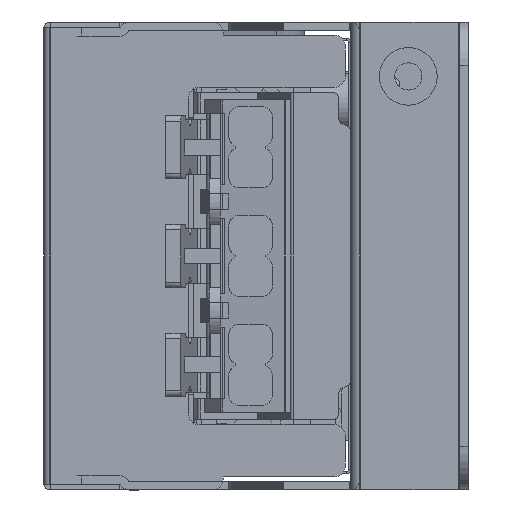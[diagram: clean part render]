
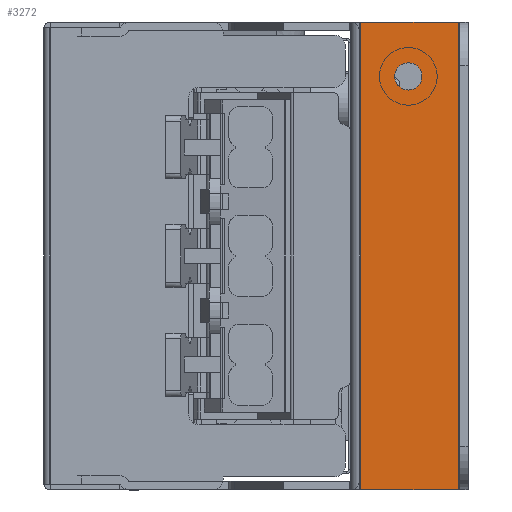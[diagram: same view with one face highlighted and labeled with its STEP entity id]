
A CAD part, left-side view. The second image highlights one B-rep face of the part: STEP entity #3272.
In plain terms, the highlighted planar face has unit normal (-1, 0, 0).
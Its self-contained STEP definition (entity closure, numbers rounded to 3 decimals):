
#3126 = EDGE_CURVE ( 'NONE', #24724, #24746, #44195, .T. ) ;
#3272 = ADVANCED_FACE ( 'NONE', ( #46305, #46310 ), #45394, .T. ) ;
#24724 = VERTEX_POINT ( 'NONE', #47588 ) ;
#24746 = VERTEX_POINT ( 'NONE', #47610 ) ;
#25052 = VERTEX_POINT ( 'NONE', #48311 ) ;
#25053 = VERTEX_POINT ( 'NONE', #48312 ) ;
#25054 = VERTEX_POINT ( 'NONE', #48313 ) ;
#25055 = VERTEX_POINT ( 'NONE', #48314 ) ;
#26274 = ORIENTED_EDGE ( 'NONE', *, *, #27044, .F. ) ;
#26276 = ORIENTED_EDGE ( 'NONE', *, *, #27073, .F. ) ;
#26277 = ORIENTED_EDGE ( 'NONE', *, *, #27032, .T. ) ;
#26278 = ORIENTED_EDGE ( 'NONE', *, *, #3126, .F. ) ;
#26279 = ORIENTED_EDGE ( 'NONE', *, *, #27074, .F. ) ;
#26281 = ORIENTED_EDGE ( 'NONE', *, *, #27070, .T. ) ;
#26436 = EDGE_LOOP ( 'NONE', ( #26274, #26279, #26277, #26281 ) ) ;
#26437 = EDGE_LOOP ( 'NONE', ( #26276, #26278 ) ) ;
#27032 = EDGE_CURVE ( 'NONE', #25052, #25053, #48648, .T. ) ;
#27044 = EDGE_CURVE ( 'NONE', #25054, #25055, #48684, .T. ) ;
#27070 = EDGE_CURVE ( 'NONE', #25053, #25055, #48762, .T. ) ;
#27073 = EDGE_CURVE ( 'NONE', #24746, #24724, #44334, .T. ) ;
#27074 = EDGE_CURVE ( 'NONE', #25052, #25054, #48774, .T. ) ;
#44034 = CARTESIAN_POINT ( 'NONE',  ( -115., -5.3, 16.5 ) ) ;
#44035 = DIRECTION ( 'NONE',  ( -1., 0., 0. ) ) ;
#44036 = DIRECTION ( 'NONE',  ( 0., 0., 1. ) ) ;
#44195 = CIRCLE ( 'NONE', #47920, 1.25 ) ;
#44334 = CIRCLE ( 'NONE', #48275, 1.25 ) ;
#45394 = PLANE ( 'NONE',  #46312 ) ;
#45395 = CARTESIAN_POINT ( 'NONE',  ( -115., -10., 21.5 ) ) ;
#45396 = DIRECTION ( 'NONE',  ( -1., 0., 0. ) ) ;
#45397 = DIRECTION ( 'NONE',  ( 0., 0., 1. ) ) ;
#46305 = FACE_BOUND ( 'NONE', #26437, .T. ) ;
#46310 = FACE_OUTER_BOUND ( 'NONE', #26436, .T. ) ;
#46312 = AXIS2_PLACEMENT_3D ( 'NONE', #45395, #45396, #45397 ) ;
#47588 = CARTESIAN_POINT ( 'NONE',  ( -115., -5.3, 15.25 ) ) ;
#47610 = CARTESIAN_POINT ( 'NONE',  ( -115., -5.3, 17.75 ) ) ;
#47920 = AXIS2_PLACEMENT_3D ( 'NONE', #44034, #44035, #44036 ) ;
#48234 = VECTOR ( 'NONE', #48650, 1000. ) ;
#48245 = VECTOR ( 'NONE', #48686, 1000. ) ;
#48273 = VECTOR ( 'NONE', #48764, 1000. ) ;
#48275 = AXIS2_PLACEMENT_3D ( 'NONE', #48737, #48771, #48772 ) ;
#48277 = VECTOR ( 'NONE', #48776, 1000. ) ;
#48311 = CARTESIAN_POINT ( 'NONE',  ( -115., -9.9, 21.5 ) ) ;
#48312 = CARTESIAN_POINT ( 'NONE',  ( -115., -0.9, 21.5 ) ) ;
#48313 = CARTESIAN_POINT ( 'NONE',  ( -115., -9.9, -21.5 ) ) ;
#48314 = CARTESIAN_POINT ( 'NONE',  ( -115., -0.9, -21.5 ) ) ;
#48648 = LINE ( 'NONE', #48649, #48234 ) ;
#48649 = CARTESIAN_POINT ( 'NONE',  ( -115., -10., 21.5 ) ) ;
#48650 = DIRECTION ( 'NONE',  ( 0., 1., 0. ) ) ;
#48684 = LINE ( 'NONE', #48685, #48245 ) ;
#48685 = CARTESIAN_POINT ( 'NONE',  ( -115., -10., -21.5 ) ) ;
#48686 = DIRECTION ( 'NONE',  ( 0., 1., 0. ) ) ;
#48737 = CARTESIAN_POINT ( 'NONE',  ( -115., -5.3, 16.5 ) ) ;
#48762 = LINE ( 'NONE', #48763, #48273 ) ;
#48763 = CARTESIAN_POINT ( 'NONE',  ( -115., -0.9, 21.5 ) ) ;
#48764 = DIRECTION ( 'NONE',  ( 0., 0., -1. ) ) ;
#48771 = DIRECTION ( 'NONE',  ( -1., 0., 0. ) ) ;
#48772 = DIRECTION ( 'NONE',  ( 0., 0., 1. ) ) ;
#48774 = LINE ( 'NONE', #48775, #48277 ) ;
#48775 = CARTESIAN_POINT ( 'NONE',  ( -115., -9.9, 21.5 ) ) ;
#48776 = DIRECTION ( 'NONE',  ( 0., 0., -1. ) ) ;
